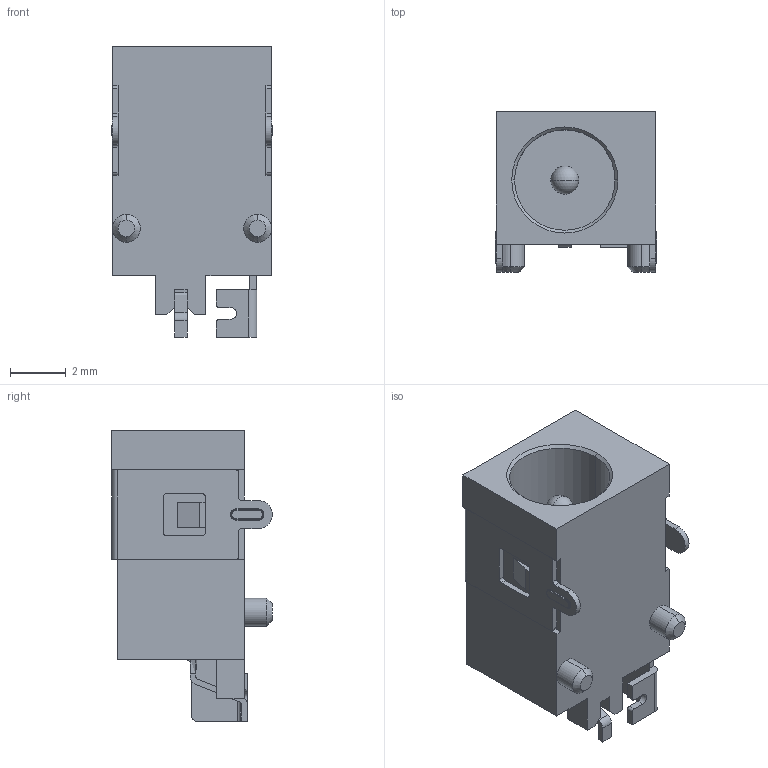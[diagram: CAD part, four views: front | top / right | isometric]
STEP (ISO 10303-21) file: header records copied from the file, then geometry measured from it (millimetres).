
FILE_DESCRIPTION(('STEP AP214'),'1');
FILE_NAME('pj-072c-smt.stp','2016-03-22T18:18:56',('TraceParts'),('TraceParts S.A.'),'Spatial InterOp 3D',' ',' ');
FILE_SCHEMA(('automotive_design'));
Length unit declared in the file: millimetre
Products named in the file (4): Fillet3; Boss-Extrude10; Fillet4; Cut-Extrude3
Bounding box: 5.8 x 5.75 x 10.4 mm (x, y, z)
Volume: 171.2 mm3; surface area: 454.6 mm2
Topology: 4 solids, 4 shells, 172 faces, 449 edges, 290 vertices
Faces by surface type: plane 99, cylinder 53, torus 8, cone 6, bspline 4, sphere 2
Entity records: 6795 total; most frequent: CARTESIAN_POINT 1009, DIRECTION 909, ORIENTED_EDGE 894, EDGE_CURVE 447, LINE 313, VECTOR 313, AXIS2_PLACEMENT_3D 298, VERTEX_POINT 290
